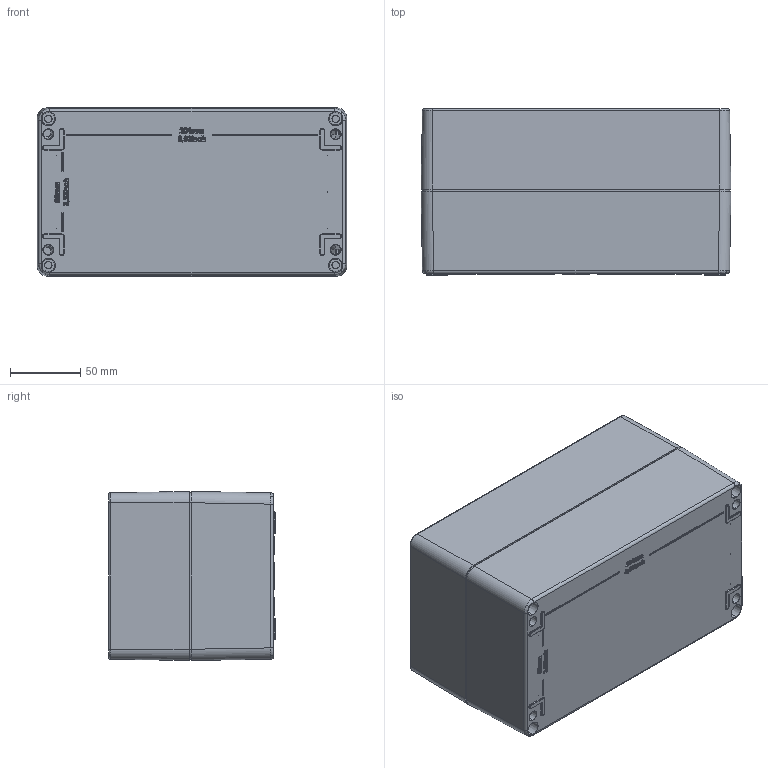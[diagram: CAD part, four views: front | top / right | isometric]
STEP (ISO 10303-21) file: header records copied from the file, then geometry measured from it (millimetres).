
FILE_DESCRIPTION (( 'STEP AP214' ), '1' );
FILE_NAME ('01122212.STEP', '2011-06-15T05:54:40', ( ' ' ), ( '' ), 'SwSTEP 2.0', 'SolidWorks 2010', '' );
FILE_SCHEMA (( 'AUTOMOTIVE_DESIGN' ));
Length unit declared in the file: millimetre
Products named in the file (5): 82009; 01152_Bearbeitung_n_ZngNr.:_01-2-011510-01-0; 01122212; 93136; 02050
Assembly tree (7 placements, depth 2):
  01122212
    02050
    82009
    01152_Bearbeitung_n_ZngNr.:_01-2-011510-01-0
    93136  x4
Bounding box: 220 x 118 x 120 mm (x, y, z)
Volume: 701258.3 mm3; surface area: 277536.1 mm2
Topology: 7 solids, 7 shells, 2388 faces, 5605 edges, 2959 vertices
Faces by surface type: bspline 922, cylinder 642, plane 427, sphere 157, cone 140, torus 100
Entity records: 106687 total; most frequent: CARTESIAN_POINT 63971, ORIENTED_EDGE 10056, DIRECTION 6985, EDGE_CURVE 5028, VERTEX_POINT 2809, AXIS2_PLACEMENT_3D 2688, EDGE_LOOP 2397, FACE_OUTER_BOUND 2295
